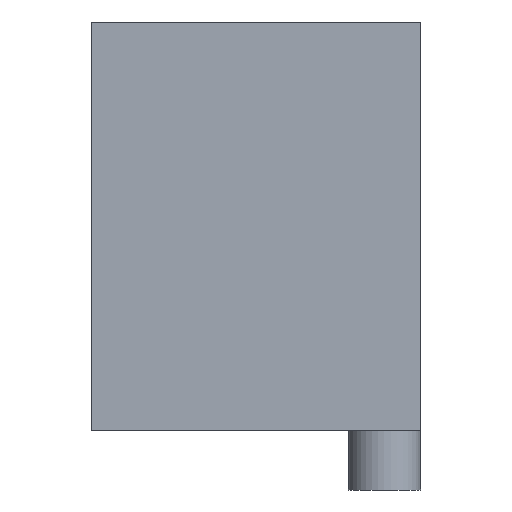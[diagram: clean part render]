
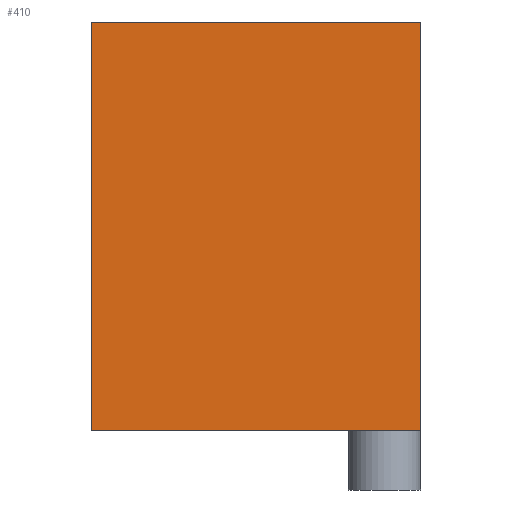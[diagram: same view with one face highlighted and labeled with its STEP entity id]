
A CAD part, front view. The second image highlights one B-rep face of the part: STEP entity #410.
In plain terms, the highlighted planar face has unit normal (0, -1, 0).
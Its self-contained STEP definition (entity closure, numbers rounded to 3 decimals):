
#70 = VERTEX_POINT('',#71);
#71 = CARTESIAN_POINT('',(-29.3,-21.92,0.));
#79 = EDGE_CURVE('',#70,#80,#82,.T.);
#80 = VERTEX_POINT('',#81);
#81 = CARTESIAN_POINT('',(-29.3,-21.92,12.41));
#82 = LINE('',#83,#84);
#83 = CARTESIAN_POINT('',(-29.3,-21.92,0.));
#84 = VECTOR('',#85,1.);
#85 = DIRECTION('',(0.,0.,1.));
#142 = VERTEX_POINT('',#143);
#143 = CARTESIAN_POINT('',(-19.3,-21.92,12.41));
#149 = EDGE_CURVE('',#150,#142,#152,.T.);
#150 = VERTEX_POINT('',#151);
#151 = CARTESIAN_POINT('',(-19.3,-21.92,0.));
#152 = LINE('',#153,#154);
#153 = CARTESIAN_POINT('',(-19.3,-21.92,0.));
#154 = VECTOR('',#155,1.);
#155 = DIRECTION('',(0.,0.,1.));
#288 = EDGE_CURVE('',#142,#80,#289,.T.);
#289 = LINE('',#290,#291);
#290 = CARTESIAN_POINT('',(-19.3,-21.92,12.41));
#291 = VECTOR('',#292,1.);
#292 = DIRECTION('',(-1.,0.,0.));
#311 = EDGE_CURVE('',#312,#70,#314,.T.);
#312 = VERTEX_POINT('',#313);
#313 = CARTESIAN_POINT('',(-20.4,-21.92,0.));
#314 = LINE('',#315,#316);
#315 = CARTESIAN_POINT('',(-19.3,-21.92,0.));
#316 = VECTOR('',#317,1.);
#317 = DIRECTION('',(-1.,0.,0.));
#410 = ADVANCED_FACE('',(#411),#423,.T.);
#411 = FACE_BOUND('',#412,.T.);
#412 = EDGE_LOOP('',(#413,#414,#415,#416,#417));
#413 = ORIENTED_EDGE('',*,*,#149,.T.);
#414 = ORIENTED_EDGE('',*,*,#288,.T.);
#415 = ORIENTED_EDGE('',*,*,#79,.F.);
#416 = ORIENTED_EDGE('',*,*,#311,.F.);
#417 = ORIENTED_EDGE('',*,*,#418,.F.);
#418 = EDGE_CURVE('',#150,#312,#419,.T.);
#419 = LINE('',#420,#421);
#420 = CARTESIAN_POINT('',(-19.3,-21.92,0.));
#421 = VECTOR('',#422,1.);
#422 = DIRECTION('',(-1.,0.,0.));
#423 = PLANE('',#424);
#424 = AXIS2_PLACEMENT_3D('',#425,#426,#427);
#425 = CARTESIAN_POINT('',(-19.3,-21.92,0.));
#426 = DIRECTION('',(0.,-1.,0.));
#427 = DIRECTION('',(-1.,0.,0.));
